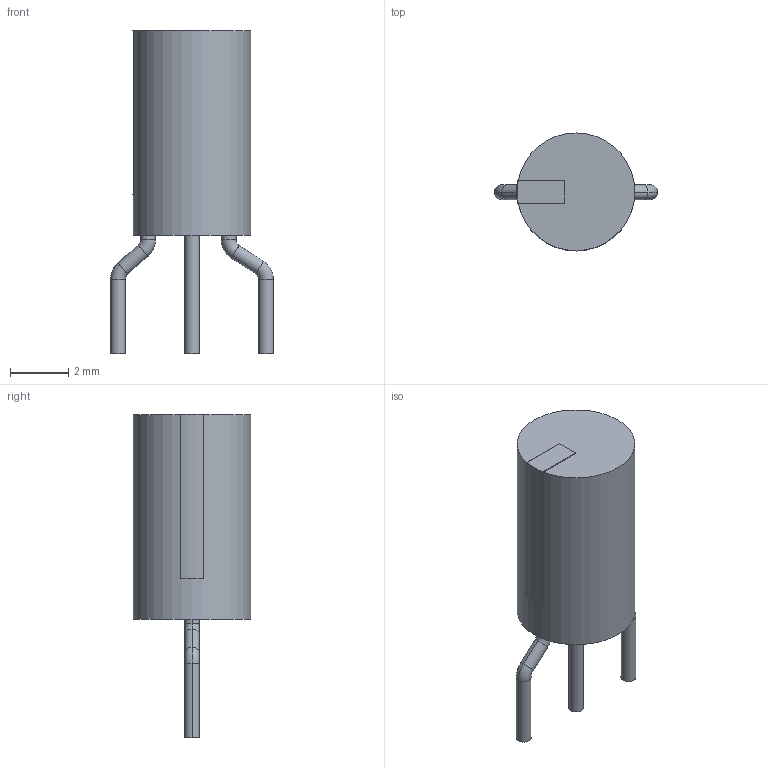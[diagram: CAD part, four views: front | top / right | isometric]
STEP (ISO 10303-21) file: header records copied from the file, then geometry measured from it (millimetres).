
FILE_DESCRIPTION(('STEP AP214'),'1');
FILE_NAME('LTL-LED3_LTO','2025-02-16T11:40:01',(''),(''),'','','');
FILE_SCHEMA(('AUTOMOTIVE_DESIGN'));
Length unit declared in the file: millimetre
Products named in the file (1): product
Bounding box: 5.59 x 4.04 x 11.09 mm (x, y, z)
Volume: 92.6 mm3; surface area: 148.7 mm2
Topology: 5 solids, 5 shells, 38 faces, 68 edges, 40 vertices
Faces by surface type: cylinder 16, plane 14, torus 8
Full cylindrical faces by diameter (mm): 0.508 x1, 4.039 x1
Entity records: 1077 total; most frequent: DIRECTION 188, ORIENTED_EDGE 132, CARTESIAN_POINT 104, AXIS2_PLACEMENT_3D 81, EDGE_CURVE 66, EDGE_LOOP 40, CIRCLE 40, VERTEX_POINT 40
